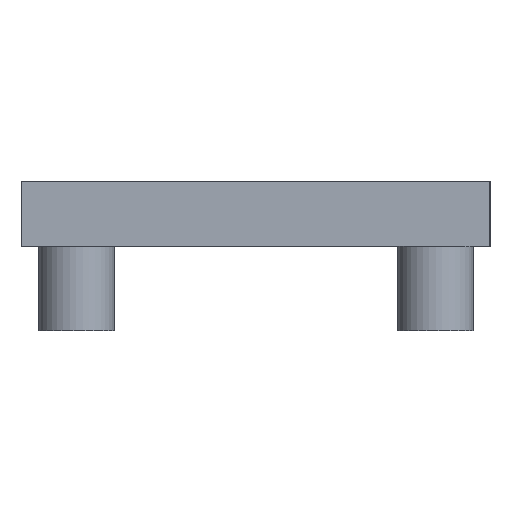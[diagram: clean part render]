
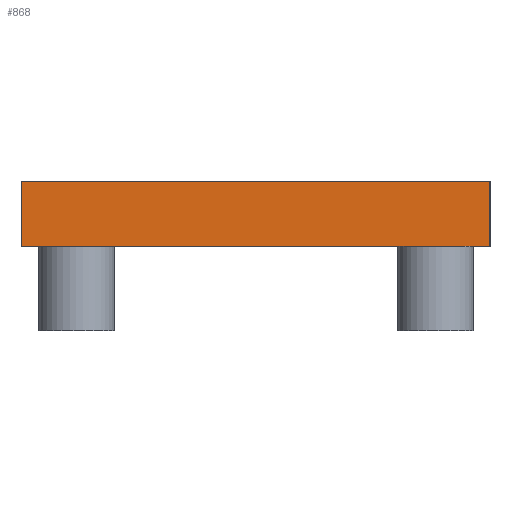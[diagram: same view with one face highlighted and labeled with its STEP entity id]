
A CAD part, left-side view. The second image highlights one B-rep face of the part: STEP entity #868.
In plain terms, the highlighted planar face has unit normal (-1, 0, 0).
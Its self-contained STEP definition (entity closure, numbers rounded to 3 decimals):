
#123=FACE_OUTER_BOUND('',#189,.T.);
#189=EDGE_LOOP('',(#742,#743,#744,#745));
#215=LINE('',#1277,#293);
#268=LINE('',#1441,#346);
#273=LINE('',#1457,#351);
#274=LINE('',#1459,#352);
#293=VECTOR('',#1007,10.);
#346=VECTOR('',#1168,10.);
#351=VECTOR('',#1185,10.);
#352=VECTOR('',#1188,10.);
#368=VERTEX_POINT('',#1270);
#371=VERTEX_POINT('',#1275);
#427=VERTEX_POINT('',#1438);
#428=VERTEX_POINT('',#1440);
#451=EDGE_CURVE('',#371,#368,#215,.T.);
#532=EDGE_CURVE('',#428,#427,#268,.T.);
#541=EDGE_CURVE('',#427,#368,#273,.T.);
#542=EDGE_CURVE('',#428,#371,#274,.T.);
#742=ORIENTED_EDGE('',*,*,#532,.T.);
#743=ORIENTED_EDGE('',*,*,#541,.T.);
#744=ORIENTED_EDGE('',*,*,#451,.F.);
#745=ORIENTED_EDGE('',*,*,#542,.F.);
#825=PLANE('',#967);
#868=ADVANCED_FACE('',(#123),#825,.T.);
#967=AXIS2_PLACEMENT_3D('',#1458,#1186,#1187);
#1007=DIRECTION('',(0.,-1.,0.));
#1168=DIRECTION('',(0.,-1.,0.));
#1185=DIRECTION('',(0.,0.,1.));
#1186=DIRECTION('center_axis',(-1.,0.,0.));
#1187=DIRECTION('ref_axis',(0.,-1.,0.));
#1188=DIRECTION('',(0.,0.,1.));
#1270=CARTESIAN_POINT('',(-0.45,-23.16,5.395));
#1275=CARTESIAN_POINT('',(-0.45,-1.59,5.395));
#1277=CARTESIAN_POINT('',(-0.45,-1.59,5.395));
#1438=CARTESIAN_POINT('',(-0.45,-23.16,2.395));
#1440=CARTESIAN_POINT('',(-0.45,-1.59,2.395));
#1441=CARTESIAN_POINT('',(-0.45,-1.59,2.395));
#1457=CARTESIAN_POINT('',(-0.45,-23.16,2.395));
#1458=CARTESIAN_POINT('Origin',(-0.45,-1.59,2.395));
#1459=CARTESIAN_POINT('',(-0.45,-1.59,2.395));
